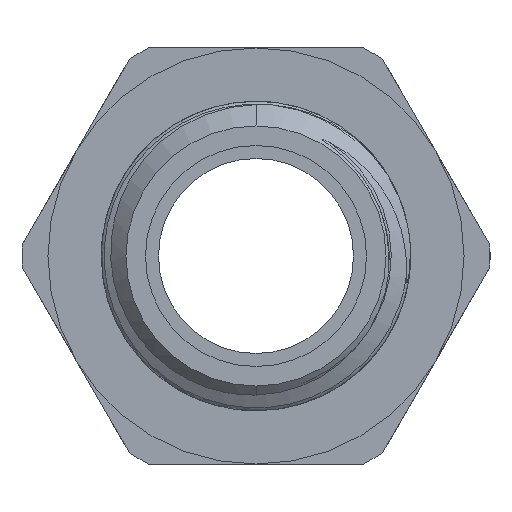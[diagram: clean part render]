
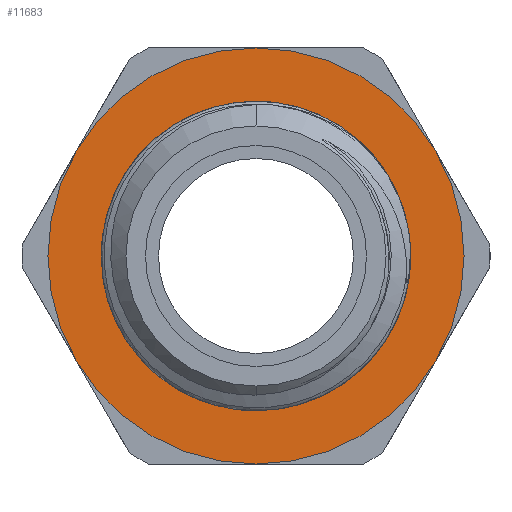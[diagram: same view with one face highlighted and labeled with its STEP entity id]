
A CAD part, front view. The second image highlights one B-rep face of the part: STEP entity #11683.
In plain terms, the highlighted planar face has unit normal (0, -1, 0).
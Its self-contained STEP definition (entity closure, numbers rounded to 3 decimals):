
#255 = AXIS2_PLACEMENT_3D ( 'NONE', #14141, #6558, #15467 ) ;
#546 = CARTESIAN_POINT ( 'NONE',  ( 4.377, -9.9, -3.927 ) ) ;
#583 = CARTESIAN_POINT ( 'NONE',  ( -2.103, -9.9, 4.935 ) ) ;
#665 = CARTESIAN_POINT ( 'NONE',  ( -2.666, -9.9, 4.595 ) ) ;
#757 = CARTESIAN_POINT ( 'NONE',  ( 2.065, -9.9, -5.295 ) ) ;
#844 = CARTESIAN_POINT ( 'NONE',  ( 1.748, -9.9, -5.382 ) ) ;
#1066 = CARTESIAN_POINT ( 'NONE',  ( 5.626, -9.9, 1.935 ) ) ;
#1307 = CARTESIAN_POINT ( 'NONE',  ( 5.746, -9.9, 1.562 ) ) ;
#1580 = CIRCLE ( 'NONE', #255, 5.25 ) ;
#1621 = B_SPLINE_CURVE_WITH_KNOTS ( 'NONE', 3,
 ( #8105, #2955, #13188, #1790, #8023, #9360, #14604, #11851, #546, #3193 ),
 .UNSPECIFIED., .F., .F.,
 ( 4, 2, 2, 2, 4 ),
 ( 0., 0.001, 0.002, 0.004, 0.005 ),
 .UNSPECIFIED. ) ;
#1747 = PLANE ( 'NONE',  #11219 ) ;
#1790 = CARTESIAN_POINT ( 'NONE',  ( 5.747, -9.9, -1.559 ) ) ;
#1827 = CARTESIAN_POINT ( 'NONE',  ( 1.75, -9.9, 5.382 ) ) ;
#1916 = CARTESIAN_POINT ( 'NONE',  ( 0.112, -9.9, -5.537 ) ) ;
#2014 = EDGE_CURVE ( 'NONE', #9172, #16355, #3781, .T. ) ;
#2077 = CARTESIAN_POINT ( 'NONE',  ( -0.217, -9.9, 5.511 ) ) ;
#2085 = CARTESIAN_POINT ( 'NONE',  ( 4.074, -9.9, -4.184 ) ) ;
#2226 = VERTEX_POINT ( 'NONE', #6748 ) ;
#2827 = FACE_BOUND ( 'NONE', #12121, .T. ) ;
#2955 = CARTESIAN_POINT ( 'NONE',  ( 5.95, -9.9, -0.397 ) ) ;
#2988 = CARTESIAN_POINT ( 'NONE',  ( -3.178, -9.9, 4.178 ) ) ;
#3193 = CARTESIAN_POINT ( 'NONE',  ( 4.074, -9.9, -4.184 ) ) ;
#3410 = CARTESIAN_POINT ( 'NONE',  ( -3.178, -9.9, -4.178 ) ) ;
#3544 = B_SPLINE_CURVE_WITH_KNOTS ( 'NONE', 3,
 ( #2988, #5652, #665, #583, #13143, #6812, #9394, #2077, #9649, #15725, #14486, #1827, #10887, #12138, #14402, #8387, #6894, #14563 ),
 .UNSPECIFIED., .F., .F.,
 ( 4, 2, 2, 2, 2, 2, 2, 2, 4 ),
 ( 0., 0.001, 0.002, 0.003, 0.004, 0.005, 0.006, 0.007, 0.008 ),
 .UNSPECIFIED. ) ;
#3571 = CARTESIAN_POINT ( 'NONE',  ( -0.214, -9.9, -5.511 ) ) ;
#3634 = CARTESIAN_POINT ( 'NONE',  ( 5.385, -9.9, 2.477 ) ) ;
#3781 = CIRCLE ( 'NONE', #16002, 8. ) ;
#3880 = CARTESIAN_POINT ( 'NONE',  ( 5.295, -9.9, 2.654 ) ) ;
#4001 = DIRECTION ( 'NONE',  ( 0., 0., -1. ) ) ;
#4481 = ORIENTED_EDGE ( 'NONE', *, *, #9026, .T. ) ;
#4660 = CARTESIAN_POINT ( 'NONE',  ( -1.186, -9.9, -5.31 ) ) ;
#4827 = CARTESIAN_POINT ( 'NONE',  ( 0.767, -9.9, -5.532 ) ) ;
#5087 = CARTESIAN_POINT ( 'NONE',  ( 0., -9.9, 0. ) ) ;
#5095 = VERTEX_POINT ( 'NONE', #8787 ) ;
#5191 = VERTEX_POINT ( 'NONE', #12543 ) ;
#5259 = CARTESIAN_POINT ( 'NONE',  ( 0., -9.9, 0. ) ) ;
#5652 = CARTESIAN_POINT ( 'NONE',  ( -2.931, -9.9, 4.4 ) ) ;
#5906 = CARTESIAN_POINT ( 'NONE',  ( 1.098, -9.9, -5.502 ) ) ;
#6072 = CARTESIAN_POINT ( 'NONE',  ( -2.93, -9.9, -4.4 ) ) ;
#6294 = CARTESIAN_POINT ( 'NONE',  ( 5.95, -9.9, 0. ) ) ;
#6558 = DIRECTION ( 'NONE',  ( 0., 1., 0. ) ) ;
#6584 = DIRECTION ( 'NONE',  ( 0., -1., 0. ) ) ;
#6748 = CARTESIAN_POINT ( 'NONE',  ( -3.178, -9.9, 4.178 ) ) ;
#6812 = CARTESIAN_POINT ( 'NONE',  ( -1.185, -9.9, 5.311 ) ) ;
#6894 = CARTESIAN_POINT ( 'NONE',  ( 3.821, -9.9, 4.399 ) ) ;
#7206 = EDGE_CURVE ( 'NONE', #7479, #2226, #1580, .T. ) ;
#7322 = ORIENTED_EDGE ( 'NONE', *, *, #7206, .T. ) ;
#7479 = VERTEX_POINT ( 'NONE', #13599 ) ;
#7531 = CARTESIAN_POINT ( 'NONE',  ( 4.377, -9.9, 3.927 ) ) ;
#7988 = EDGE_CURVE ( 'NONE', #16355, #9172, #11195, .T. ) ;
#7990 = AXIS2_PLACEMENT_3D ( 'NONE', #5087, #8656, #13744 ) ;
#8023 = CARTESIAN_POINT ( 'NONE',  ( 5.626, -9.9, -1.936 ) ) ;
#8066 = DIRECTION ( 'NONE',  ( 0., -1., 0. ) ) ;
#8105 = CARTESIAN_POINT ( 'NONE',  ( 5.95, -9.9, 0. ) ) ;
#8230 = ORIENTED_EDGE ( 'NONE', *, *, #9967, .T. ) ;
#8387 = CARTESIAN_POINT ( 'NONE',  ( 3.552, -9.9, 4.591 ) ) ;
#8484 = CARTESIAN_POINT ( 'NONE',  ( 3.553, -9.9, -4.59 ) ) ;
#8656 = DIRECTION ( 'NONE',  ( 0., -1., 0. ) ) ;
#8787 = CARTESIAN_POINT ( 'NONE',  ( 4.074, -9.9, -4.184 ) ) ;
#9026 = EDGE_CURVE ( 'NONE', #2226, #12213, #3544, .T. ) ;
#9172 = VERTEX_POINT ( 'NONE', #15886 ) ;
#9360 = CARTESIAN_POINT ( 'NONE',  ( 5.305, -9.9, -2.658 ) ) ;
#9394 = CARTESIAN_POINT ( 'NONE',  ( -0.868, -9.9, 5.397 ) ) ;
#9570 = CARTESIAN_POINT ( 'NONE',  ( -0.866, -9.9, -5.398 ) ) ;
#9649 = CARTESIAN_POINT ( 'NONE',  ( 0.115, -9.9, 5.537 ) ) ;
#9967 = EDGE_CURVE ( 'NONE', #12213, #5191, #12646, .T. ) ;
#10042 = CARTESIAN_POINT ( 'NONE',  ( 5.099, -9.9, 2.994 ) ) ;
#10361 = CARTESIAN_POINT ( 'NONE',  ( 4.074, -9.9, 4.184 ) ) ;
#10800 = B_SPLINE_CURVE_WITH_KNOTS ( 'NONE', 3,
 ( #2085, #15895, #8484, #11060, #12391, #757, #844, #5906, #4827, #1916, #3571, #9570, #4660, #14650, #13313, #14818, #6072, #3410 ),
 .UNSPECIFIED., .F., .F.,
 ( 4, 2, 2, 2, 2, 2, 2, 2, 4 ),
 ( 0., 0.001, 0.002, 0.003, 0.004, 0.005, 0.006, 0.007, 0.008 ),
 .UNSPECIFIED. ) ;
#10887 = CARTESIAN_POINT ( 'NONE',  ( 2.067, -9.9, 5.294 ) ) ;
#10963 = ORIENTED_EDGE ( 'NONE', *, *, #7988, .T. ) ;
#11060 = CARTESIAN_POINT ( 'NONE',  ( 2.985, -9.9, -4.923 ) ) ;
#11116 = EDGE_CURVE ( 'NONE', #5191, #5095, #1621, .T. ) ;
#11195 = CIRCLE ( 'NONE', #7990, 8. ) ;
#11219 = AXIS2_PLACEMENT_3D ( 'NONE', #11731, #8066, #4001 ) ;
#11505 = DIRECTION ( 'NONE',  ( 0., 0., -1. ) ) ;
#11683 = ADVANCED_FACE ( 'NONE', ( #2827, #12977 ), #1747, .T. ) ;
#11731 = CARTESIAN_POINT ( 'NONE',  ( 0., -9.9, 0. ) ) ;
#11851 = CARTESIAN_POINT ( 'NONE',  ( 4.645, -9.9, -3.631 ) ) ;
#12121 = EDGE_LOOP ( 'NONE', ( #8230, #14928, #14796, #7322, #4481 ) ) ;
#12138 = CARTESIAN_POINT ( 'NONE',  ( 2.681, -9.9, 5.066 ) ) ;
#12213 = VERTEX_POINT ( 'NONE', #10361 ) ;
#12319 = CARTESIAN_POINT ( 'NONE',  ( 0., -9.9, 8. ) ) ;
#12391 = CARTESIAN_POINT ( 'NONE',  ( 2.683, -9.9, -5.066 ) ) ;
#12538 = CARTESIAN_POINT ( 'NONE',  ( 4.992, -9.9, 3.158 ) ) ;
#12543 = CARTESIAN_POINT ( 'NONE',  ( 5.95, -9.9, 0. ) ) ;
#12613 = CARTESIAN_POINT ( 'NONE',  ( 4.644, -9.9, 3.632 ) ) ;
#12646 = B_SPLINE_CURVE_WITH_KNOTS ( 'NONE', 3,
 ( #15041, #7531, #12613, #12538, #10042, #3880, #3634, #1066, #1307, #15277, #12696, #6294 ),
 .UNSPECIFIED., .F., .F.,
 ( 4, 2, 2, 2, 2, 4 ),
 ( 0., 0.001, 0.002, 0.002, 0.004, 0.005 ),
 .UNSPECIFIED. ) ;
#12696 = CARTESIAN_POINT ( 'NONE',  ( 5.95, -9.9, 0.397 ) ) ;
#12898 = EDGE_CURVE ( 'NONE', #5095, #7479, #10800, .T. ) ;
#12977 = FACE_OUTER_BOUND ( 'NONE', #16275, .T. ) ;
#13088 = ORIENTED_EDGE ( 'NONE', *, *, #2014, .T. ) ;
#13143 = CARTESIAN_POINT ( 'NONE',  ( -1.802, -9.9, 5.08 ) ) ;
#13188 = CARTESIAN_POINT ( 'NONE',  ( 5.908, -9.9, -0.792 ) ) ;
#13313 = CARTESIAN_POINT ( 'NONE',  ( -2.095, -9.9, -4.939 ) ) ;
#13599 = CARTESIAN_POINT ( 'NONE',  ( -3.178, -9.9, -4.178 ) ) ;
#13744 = DIRECTION ( 'NONE',  ( 0., 0., -1. ) ) ;
#14141 = CARTESIAN_POINT ( 'NONE',  ( 0., -9.9, 0. ) ) ;
#14402 = CARTESIAN_POINT ( 'NONE',  ( 2.979, -9.9, 4.926 ) ) ;
#14486 = CARTESIAN_POINT ( 'NONE',  ( 1.097, -9.9, 5.502 ) ) ;
#14563 = CARTESIAN_POINT ( 'NONE',  ( 4.074, -9.9, 4.184 ) ) ;
#14604 = CARTESIAN_POINT ( 'NONE',  ( 5.109, -9.9, -2.997 ) ) ;
#14650 = CARTESIAN_POINT ( 'NONE',  ( -1.799, -9.9, -5.081 ) ) ;
#14796 = ORIENTED_EDGE ( 'NONE', *, *, #12898, .T. ) ;
#14818 = CARTESIAN_POINT ( 'NONE',  ( -2.663, -9.9, -4.597 ) ) ;
#14928 = ORIENTED_EDGE ( 'NONE', *, *, #11116, .T. ) ;
#15041 = CARTESIAN_POINT ( 'NONE',  ( 4.074, -9.9, 4.184 ) ) ;
#15277 = CARTESIAN_POINT ( 'NONE',  ( 5.908, -9.9, 0.794 ) ) ;
#15467 = DIRECTION ( 'NONE',  ( 0., 0., -1. ) ) ;
#15725 = CARTESIAN_POINT ( 'NONE',  ( 0.77, -9.9, 5.532 ) ) ;
#15886 = CARTESIAN_POINT ( 'NONE',  ( 0., -9.9, -8. ) ) ;
#15895 = CARTESIAN_POINT ( 'NONE',  ( 3.821, -9.9, -4.399 ) ) ;
#16002 = AXIS2_PLACEMENT_3D ( 'NONE', #5259, #6584, #11505 ) ;
#16275 = EDGE_LOOP ( 'NONE', ( #13088, #10963 ) ) ;
#16355 = VERTEX_POINT ( 'NONE', #12319 ) ;
